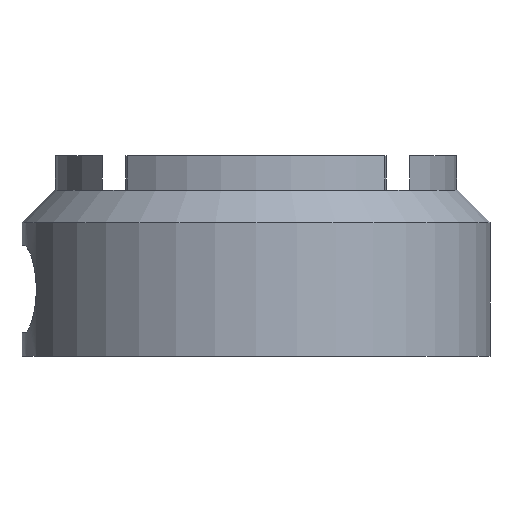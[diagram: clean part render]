
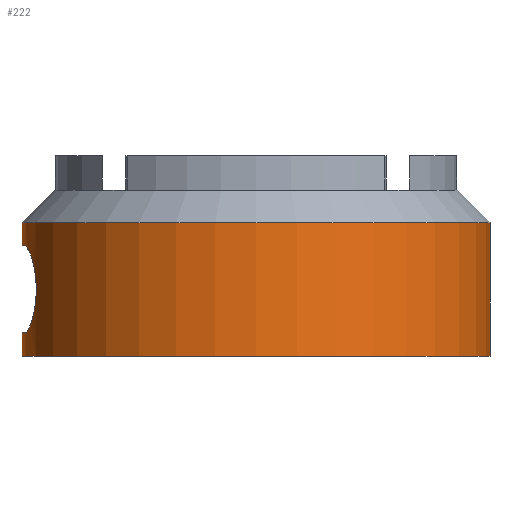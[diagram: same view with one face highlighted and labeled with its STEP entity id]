
A CAD part, front view. The second image highlights one B-rep face of the part: STEP entity #222.
In plain terms, the highlighted cylindrical face has radius 17.5 mm (diameter 35 mm), a full revolution.
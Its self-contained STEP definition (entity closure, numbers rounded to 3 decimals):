
#22 = VERTEX_POINT('',#23);
#23 = CARTESIAN_POINT('',(-17.5,0.,-0.));
#31 = EDGE_CURVE('',#22,#32,#34,.T.);
#32 = VERTEX_POINT('',#33);
#33 = CARTESIAN_POINT('',(17.5,0.,0.));
#34 = CIRCLE('',#35,17.5);
#35 = AXIS2_PLACEMENT_3D('',#36,#37,#38);
#36 = CARTESIAN_POINT('',(0.,0.,0.));
#37 = DIRECTION('',(0.,0.,1.));
#38 = DIRECTION('',(-1.,0.,0.));
#40 = EDGE_CURVE('',#32,#22,#41,.T.);
#41 = CIRCLE('',#42,17.5);
#42 = AXIS2_PLACEMENT_3D('',#43,#44,#45);
#43 = CARTESIAN_POINT('',(0.,0.,0.));
#44 = DIRECTION('',(0.,0.,1.));
#45 = DIRECTION('',(-1.,0.,0.));
#222 = ADVANCED_FACE('',(#223,#243),#347,.T.);
#223 = FACE_BOUND('',#224,.T.);
#224 = EDGE_LOOP('',(#225,#233,#234,#235,#236));
#225 = ORIENTED_EDGE('',*,*,#226,.F.);
#226 = EDGE_CURVE('',#32,#227,#229,.T.);
#227 = VERTEX_POINT('',#228);
#228 = CARTESIAN_POINT('',(17.5,0.,-10.));
#229 = LINE('',#230,#231);
#230 = CARTESIAN_POINT('',(17.5,0.,0.));
#231 = VECTOR('',#232,1.);
#232 = DIRECTION('',(0.,0.,-1.));
#233 = ORIENTED_EDGE('',*,*,#31,.F.);
#234 = ORIENTED_EDGE('',*,*,#40,.F.);
#235 = ORIENTED_EDGE('',*,*,#226,.T.);
#236 = ORIENTED_EDGE('',*,*,#237,.T.);
#237 = EDGE_CURVE('',#227,#227,#238,.T.);
#238 = CIRCLE('',#239,17.5);
#239 = AXIS2_PLACEMENT_3D('',#240,#241,#242);
#240 = CARTESIAN_POINT('',(0.,0.,-10.));
#241 = DIRECTION('',(-0.,0.,1.));
#242 = DIRECTION('',(1.,0.,0.));
#243 = FACE_BOUND('',#244,.T.);
#244 = EDGE_LOOP('',(#245,#256,#298,#307,#328));
#245 = ORIENTED_EDGE('',*,*,#246,.T.);
#246 = EDGE_CURVE('',#247,#249,#251,.T.);
#247 = VERTEX_POINT('',#248);
#248 = CARTESIAN_POINT('',(-17.283,2.75,-1.75));
#249 = VERTEX_POINT('',#250);
#250 = CARTESIAN_POINT('',(-17.283,-2.75,-1.75));
#251 = CIRCLE('',#252,17.5);
#252 = AXIS2_PLACEMENT_3D('',#253,#254,#255);
#253 = CARTESIAN_POINT('',(0.,0.,-1.75));
#254 = DIRECTION('',(-0.,0.,1.));
#255 = DIRECTION('',(1.,0.,0.));
#256 = ORIENTED_EDGE('',*,*,#257,.T.);
#257 = EDGE_CURVE('',#249,#258,#260,.T.);
#258 = VERTEX_POINT('',#259);
#259 = CARTESIAN_POINT('',(-17.283,-2.75,-8.25));
#260 = B_SPLINE_CURVE_WITH_KNOTS('',8,(#261,#262,#263,#264,#265,#266,
    #267,#268,#269,#270,#271,#272,#273,#274,#275,#276,#277,#278,#279,
    #280,#281,#282,#283,#284,#285,#286,#287,#288,#289,#290,#291,#292,
    #293,#294,#295,#296,#297),.UNSPECIFIED.,.F.,.F.,(9,7,7,7,7,9),(0.,
    0.141,0.338,0.502,0.715,1.),
  .UNSPECIFIED.);
#261 = CARTESIAN_POINT('',(-17.283,-2.75,-1.75));
#262 = CARTESIAN_POINT('',(-17.248,-2.966,-1.75));
#263 = CARTESIAN_POINT('',(-17.211,-3.181,
    -1.766));
#264 = CARTESIAN_POINT('',(-17.171,-3.391,
    -1.799));
#265 = CARTESIAN_POINT('',(-17.129,-3.596,
    -1.846));
#266 = CARTESIAN_POINT('',(-17.086,-3.794,
    -1.908));
#267 = CARTESIAN_POINT('',(-17.043,-3.982,
    -1.982));
#268 = CARTESIAN_POINT('',(-16.999,-4.161,
    -2.066));
#269 = CARTESIAN_POINT('',(-16.896,-4.563,
    -2.29));
#270 = CARTESIAN_POINT('',(-16.838,-4.778,-2.438)
  );
#271 = CARTESIAN_POINT('',(-16.781,-4.972,
    -2.6));
#272 = CARTESIAN_POINT('',(-16.728,-5.148,
    -2.775));
#273 = CARTESIAN_POINT('',(-16.678,-5.304,
    -2.961));
#274 = CARTESIAN_POINT('',(-16.633,-5.442,
    -3.154));
#275 = CARTESIAN_POINT('',(-16.593,-5.562,
    -3.354));
#276 = CARTESIAN_POINT('',(-16.529,-5.748,
    -3.731));
#277 = CARTESIAN_POINT('',(-16.504,-5.82,
    -3.906));
#278 = CARTESIAN_POINT('',(-16.483,-5.88,
    -4.085));
#279 = CARTESIAN_POINT('',(-16.465,-5.928,
    -4.265));
#280 = CARTESIAN_POINT('',(-16.452,-5.964,
    -4.448));
#281 = CARTESIAN_POINT('',(-16.444,-5.988,
    -4.631));
#282 = CARTESIAN_POINT('',(-16.439,-6.,-4.816));
#283 = CARTESIAN_POINT('',(-16.439,-6.,-5.24));
#284 = CARTESIAN_POINT('',(-16.447,-5.98,-5.481
    ));
#285 = CARTESIAN_POINT('',(-16.462,-5.939,
    -5.72));
#286 = CARTESIAN_POINT('',(-16.484,-5.878,
    -5.956));
#287 = CARTESIAN_POINT('',(-16.513,-5.797,
    -6.188));
#288 = CARTESIAN_POINT('',(-16.549,-5.694,
    -6.415));
#289 = CARTESIAN_POINT('',(-16.591,-5.57,
    -6.635));
#290 = CARTESIAN_POINT('',(-16.701,-5.231,
    -7.127));
#291 = CARTESIAN_POINT('',(-16.776,-4.994,
    -7.398));
#292 = CARTESIAN_POINT('',(-16.859,-4.713,
    -7.649));
#293 = CARTESIAN_POINT('',(-16.949,-4.389,
    -7.869));
#294 = CARTESIAN_POINT('',(-17.041,-4.025,
    -8.049));
#295 = CARTESIAN_POINT('',(-17.13,-3.625,
    -8.18));
#296 = CARTESIAN_POINT('',(-17.211,-3.197,-8.25));
#297 = CARTESIAN_POINT('',(-17.283,-2.75,-8.25));
#298 = ORIENTED_EDGE('',*,*,#299,.F.);
#299 = EDGE_CURVE('',#300,#258,#302,.T.);
#300 = VERTEX_POINT('',#301);
#301 = CARTESIAN_POINT('',(-17.283,2.75,-8.25));
#302 = CIRCLE('',#303,17.5);
#303 = AXIS2_PLACEMENT_3D('',#304,#305,#306);
#304 = CARTESIAN_POINT('',(0.,0.,-8.25));
#305 = DIRECTION('',(-0.,0.,1.));
#306 = DIRECTION('',(1.,0.,0.));
#307 = ORIENTED_EDGE('',*,*,#308,.T.);
#308 = EDGE_CURVE('',#300,#309,#311,.T.);
#309 = VERTEX_POINT('',#310);
#310 = CARTESIAN_POINT('',(-16.439,6.,-5.));
#311 = B_SPLINE_CURVE_WITH_KNOTS('',8,(#312,#313,#314,#315,#316,#317,
    #318,#319,#320,#321,#322,#323,#324,#325,#326,#327),.UNSPECIFIED.,.F.
  ,.F.,(9,7,9),(0.,0.282,1.),.UNSPECIFIED.);
#312 = CARTESIAN_POINT('',(-17.283,2.75,-8.25));
#313 = CARTESIAN_POINT('',(-17.248,2.966,-8.25));
#314 = CARTESIAN_POINT('',(-17.211,3.181,
    -8.234));
#315 = CARTESIAN_POINT('',(-17.171,3.391,
    -8.201));
#316 = CARTESIAN_POINT('',(-17.129,3.596,
    -8.154));
#317 = CARTESIAN_POINT('',(-17.086,3.794,
    -8.092));
#318 = CARTESIAN_POINT('',(-17.043,3.982,
    -8.018));
#319 = CARTESIAN_POINT('',(-16.999,4.161,
    -7.934));
#320 = CARTESIAN_POINT('',(-16.847,4.758,-7.602
    ));
#321 = CARTESIAN_POINT('',(-16.741,5.121,
    -7.303));
#322 = CARTESIAN_POINT('',(-16.645,5.419,-6.964
    ));
#323 = CARTESIAN_POINT('',(-16.565,5.653,
    -6.596));
#324 = CARTESIAN_POINT('',(-16.502,5.827,-6.209)
  );
#325 = CARTESIAN_POINT('',(-16.46,5.942,
    -5.811));
#326 = CARTESIAN_POINT('',(-16.439,6.,-5.406));
#327 = CARTESIAN_POINT('',(-16.439,6.,-5.));
#328 = ORIENTED_EDGE('',*,*,#329,.T.);
#329 = EDGE_CURVE('',#309,#247,#330,.T.);
#330 = B_SPLINE_CURVE_WITH_KNOTS('',8,(#331,#332,#333,#334,#335,#336,
    #337,#338,#339,#340,#341,#342,#343,#344,#345,#346),.UNSPECIFIED.,.F.
  ,.F.,(9,7,9),(0.,0.429,1.),.UNSPECIFIED.);
#331 = CARTESIAN_POINT('',(-16.439,6.,-5.));
#332 = CARTESIAN_POINT('',(-16.439,6.,-4.76));
#333 = CARTESIAN_POINT('',(-16.447,5.98,-4.519
    ));
#334 = CARTESIAN_POINT('',(-16.462,5.939,
    -4.28));
#335 = CARTESIAN_POINT('',(-16.484,5.878,
    -4.044));
#336 = CARTESIAN_POINT('',(-16.513,5.797,-3.812
    ));
#337 = CARTESIAN_POINT('',(-16.549,5.694,
    -3.585));
#338 = CARTESIAN_POINT('',(-16.591,5.57,
    -3.365));
#339 = CARTESIAN_POINT('',(-16.701,5.231,-2.873)
  );
#340 = CARTESIAN_POINT('',(-16.776,4.994,
    -2.602));
#341 = CARTESIAN_POINT('',(-16.859,4.713,
    -2.351));
#342 = CARTESIAN_POINT('',(-16.949,4.389,-2.131)
  );
#343 = CARTESIAN_POINT('',(-17.041,4.025,
    -1.951));
#344 = CARTESIAN_POINT('',(-17.13,3.625,
    -1.82));
#345 = CARTESIAN_POINT('',(-17.211,3.197,-1.75));
#346 = CARTESIAN_POINT('',(-17.283,2.75,-1.75));
#347 = CYLINDRICAL_SURFACE('',#348,17.5);
#348 = AXIS2_PLACEMENT_3D('',#349,#350,#351);
#349 = CARTESIAN_POINT('',(0.,0.,0.));
#350 = DIRECTION('',(0.,0.,1.));
#351 = DIRECTION('',(1.,0.,0.));
